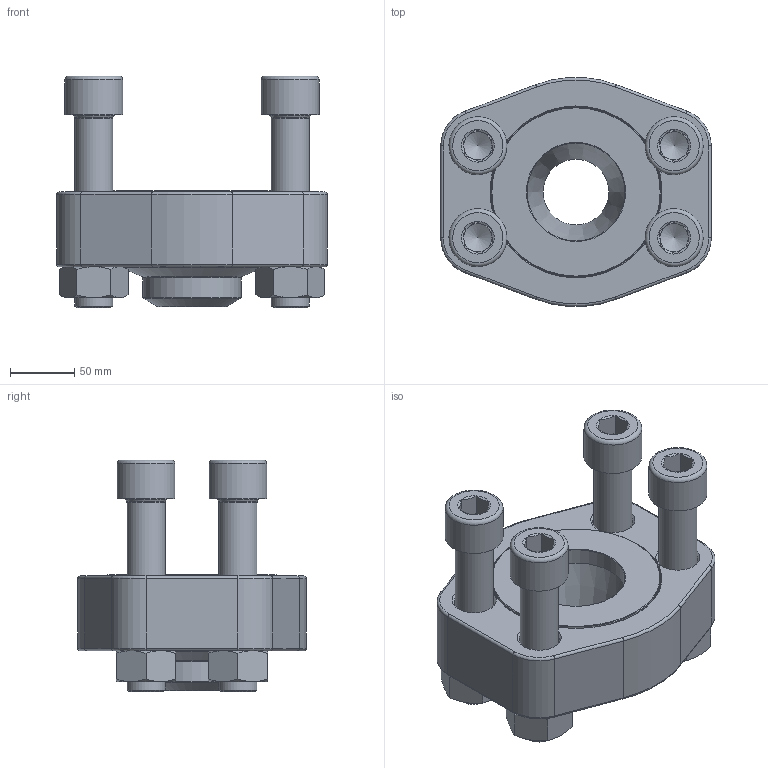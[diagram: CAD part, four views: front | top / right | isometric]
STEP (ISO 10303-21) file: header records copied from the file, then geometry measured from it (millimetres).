
FILE_DESCRIPTION(/* description */ (''),/* implementation_level */ '2;1');
FILE_NAME(/* name */ 'AFG76-603.stp',/* time_stamp */ '2025-01-14T15:23:17+01:00',/* author */ (''),/* organization */ (''),/* preprocessor_version */ 'ST-DEVELOPER v16',/* originating_system */ 'SIEMENS PLM Software NX 10.0',/* authorisation */ '');
FILE_SCHEMA (('AUTOMOTIVE_DESIGN { 1 0 10303 214 3 1 1 1 }'));
Length unit declared in the file: millimetre
Products named in the file (5): X-AFV76-6; X-AFK76-6; X-FM30; X-M30x150I; AFG76-6
Assembly tree (10 placements, depth 2):
  AFG76-6
    X-M30x150I  x4
    X-FM30  x4
    X-AFK76-6
    X-AFV76-6
Bounding box: 210 x 177.54 x 180 mm (x, y, z)
Volume: 2187728.2 mm3; surface area: 302282.2 mm2
Topology: 10 solids, 10 shells, 282 faces, 583 edges, 327 vertices
Faces by surface type: cone 110, plane 104, cylinder 41, torus 27
Full cylindrical faces by diameter (mm): 27.797 x4, 29.522 x4, 31 x4, 45 x4, 51.1 x1, 76 x1, 76.1 x1, 113.35 x1, 114.5 x1, 131.7 x1, 132.5 x1
Entity records: 3451 total; most frequent: CARTESIAN_POINT 600, DIRECTION 586, ORIENTED_EDGE 432, AXIS2_PLACEMENT_3D 263, EDGE_CURVE 216, EDGE_LOOP 186, VERTEX_POINT 145, ADVANCED_FACE 126
